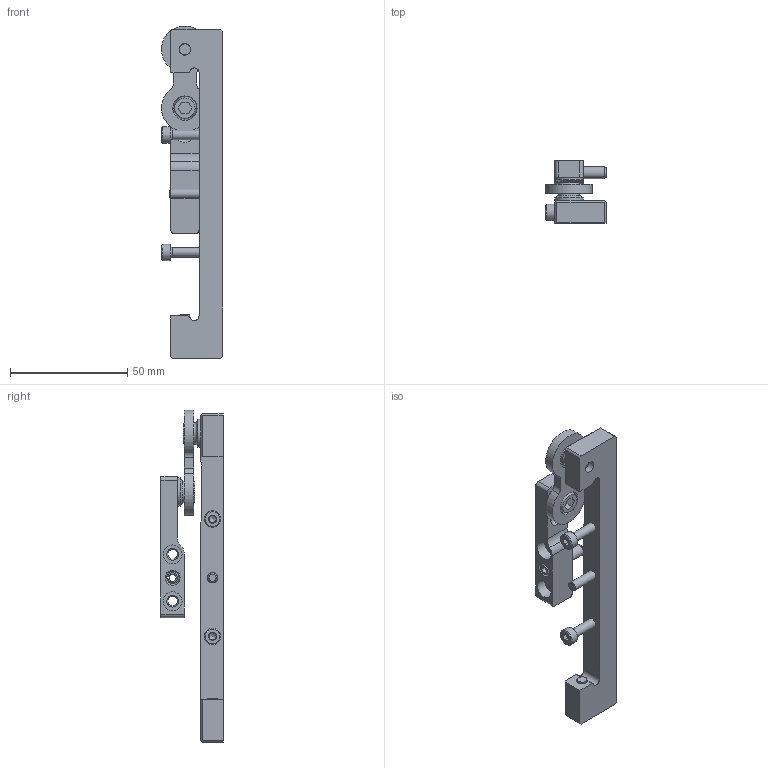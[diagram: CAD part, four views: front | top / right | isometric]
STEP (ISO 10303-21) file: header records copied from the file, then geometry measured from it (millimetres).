
FILE_DESCRIPTION(/* description */ ('STEP AP214'),/* implementation_level */ '2;1');
FILE_NAME(/* name */ '4134871_DARD-L8-25-S',/* time_stamp */ '2024-08-14T14:53:24+02:00',/* author */ ('License CC BY-ND 4.0'),/* organization */ ('CADENAS'),/* preprocessor_version */ 'ST-DEVELOPER v19.3',/* originating_system */ 'PARTsolutions',/* authorisation */ ' ');
FILE_SCHEMA (('AUTOMOTIVE_DESIGN {1 0 10303 214 3 1 1}'));
Length unit declared in the file: millimetre
Products named in the file (6): 4134871 DARD-L8-25-S; 8083312 DARD-L8-25_C; ISO-4762 M4x18; 8082832 DARD-L8-20/25_J; 8083314 DARD-L8-20/25_P; DIN-915 - M6x11.5(F)
Assembly tree (7 placements, depth 2):
  4134871 DARD-L8-25-S
    8083312 DARD-L8-25_C
    ISO-4762 M4x18  x3
    8082832 DARD-L8-20/25_J
    8083314 DARD-L8-20/25_P
    DIN-915 - M6x11.5(F)
Bounding box: 26 x 26.5 x 141.46 mm (x, y, z)
Volume: 26151.6 mm3; surface area: 15276.5 mm2
Topology: 7 solids, 7 shells, 220 faces, 522 edges, 331 vertices
Faces by surface type: plane 116, cone 53, cylinder 45, sphere 4, torus 2
Full cylindrical faces by diameter (mm): 3.242 x2, 4 x4, 4.134 x2, 4.5 x1, 4.917 x4, 6 x3, 7 x3, 7.5 x1, 8 x2, 12 x2
Entity records: 4956 total; most frequent: DIRECTION 790, CARTESIAN_POINT 785, ORIENTED_EDGE 666, EDGE_CURVE 333, AXIS2_PLACEMENT_3D 294, FACE_BOUND 245, VERTEX_POINT 244, EDGE_LOOP 242
